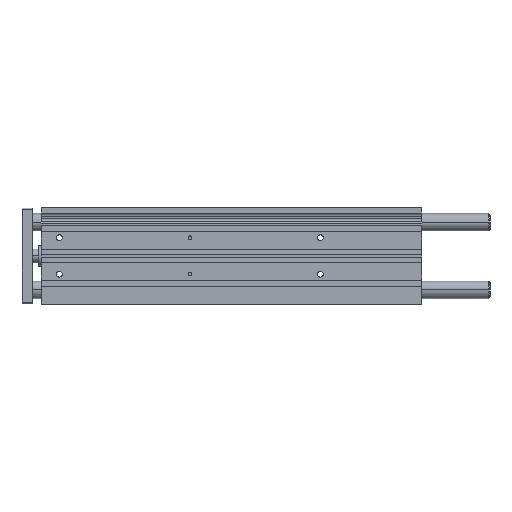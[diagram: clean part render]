
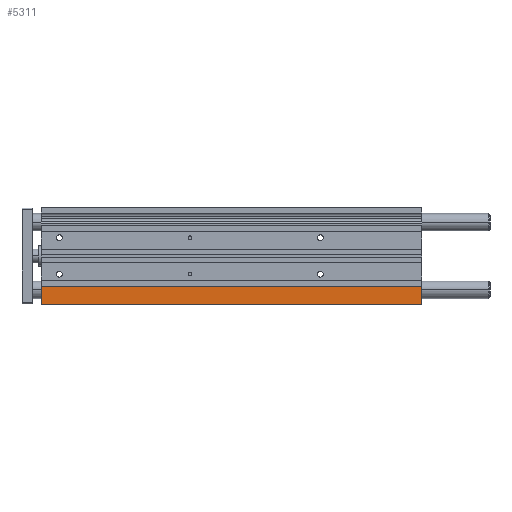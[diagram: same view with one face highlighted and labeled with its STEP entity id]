
A CAD part, top view. The second image highlights one B-rep face of the part: STEP entity #5311.
In plain terms, the highlighted planar face has unit normal (0, 0, 1).
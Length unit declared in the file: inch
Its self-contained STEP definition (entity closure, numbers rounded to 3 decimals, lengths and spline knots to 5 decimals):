
#273 = VERTEX_POINT ( 'NONE', #9596 ) ;
#325 = CARTESIAN_POINT ( 'NONE',  ( 0., -1.3878, 0.94488 ) ) ;
#488 = LINE ( 'NONE', #4212, #8173 ) ;
#1484 = CARTESIAN_POINT ( 'NONE',  ( 17.22441, -1.3878, 0.94488 ) ) ;
#1957 = PLANE ( 'NONE',  #5950 ) ;
#2809 = DIRECTION ( 'NONE',  ( 0., -1., 0. ) ) ;
#3084 = EDGE_LOOP ( 'NONE', ( #6458, #8821, #3529, #5462 ) ) ;
#3139 = LINE ( 'NONE', #325, #3206 ) ;
#3206 = VECTOR ( 'NONE', #4039, 39.37008 ) ;
#3325 = CARTESIAN_POINT ( 'NONE',  ( 17.22441, -1.3878, 0.94488 ) ) ;
#3370 = LINE ( 'NONE', #1484, #5995 ) ;
#3529 = ORIENTED_EDGE ( 'NONE', *, *, #5848, .F. ) ;
#4039 = DIRECTION ( 'NONE',  ( 0., -1., 0. ) ) ;
#4212 = CARTESIAN_POINT ( 'NONE',  ( 17.22441, -2.20472, 0.94488 ) ) ;
#4476 = DIRECTION ( 'NONE',  ( 0., -1., 0. ) ) ;
#4530 = LINE ( 'NONE', #3325, #10964 ) ;
#4534 = CARTESIAN_POINT ( 'NONE',  ( 17.22441, -1.3878, 0.94488 ) ) ;
#5311 = ADVANCED_FACE ( 'NONE', ( #11145 ), #1957, .F. ) ;
#5462 = ORIENTED_EDGE ( 'NONE', *, *, #10387, .T. ) ;
#5624 = DIRECTION ( 'NONE',  ( 0., 0., -1. ) ) ;
#5848 = EDGE_CURVE ( 'NONE', #8303, #273, #4530, .T. ) ;
#5950 = AXIS2_PLACEMENT_3D ( 'NONE', #7618, #5624, #2809 ) ;
#5995 = VECTOR ( 'NONE', #7966, 39.37008 ) ;
#6158 = EDGE_CURVE ( 'NONE', #11556, #11001, #3139, .T. ) ;
#6458 = ORIENTED_EDGE ( 'NONE', *, *, #6158, .T. ) ;
#7170 = CARTESIAN_POINT ( 'NONE',  ( 0., -1.3878, 0.94488 ) ) ;
#7618 = CARTESIAN_POINT ( 'NONE',  ( 17.22441, -1.3878, 0.94488 ) ) ;
#7785 = CARTESIAN_POINT ( 'NONE',  ( 0., -2.20472, 0.94488 ) ) ;
#7966 = DIRECTION ( 'NONE',  ( -1., 0., 0. ) ) ;
#8173 = VECTOR ( 'NONE', #9715, 39.37008 ) ;
#8303 = VERTEX_POINT ( 'NONE', #4534 ) ;
#8821 = ORIENTED_EDGE ( 'NONE', *, *, #9700, .F. ) ;
#9596 = CARTESIAN_POINT ( 'NONE',  ( 17.22441, -2.20472, 0.94488 ) ) ;
#9700 = EDGE_CURVE ( 'NONE', #273, #11001, #488, .T. ) ;
#9715 = DIRECTION ( 'NONE',  ( -1., 0., 0. ) ) ;
#10387 = EDGE_CURVE ( 'NONE', #8303, #11556, #3370, .T. ) ;
#10964 = VECTOR ( 'NONE', #4476, 39.37008 ) ;
#11001 = VERTEX_POINT ( 'NONE', #7785 ) ;
#11145 = FACE_OUTER_BOUND ( 'NONE', #3084, .T. ) ;
#11556 = VERTEX_POINT ( 'NONE', #7170 ) ;
